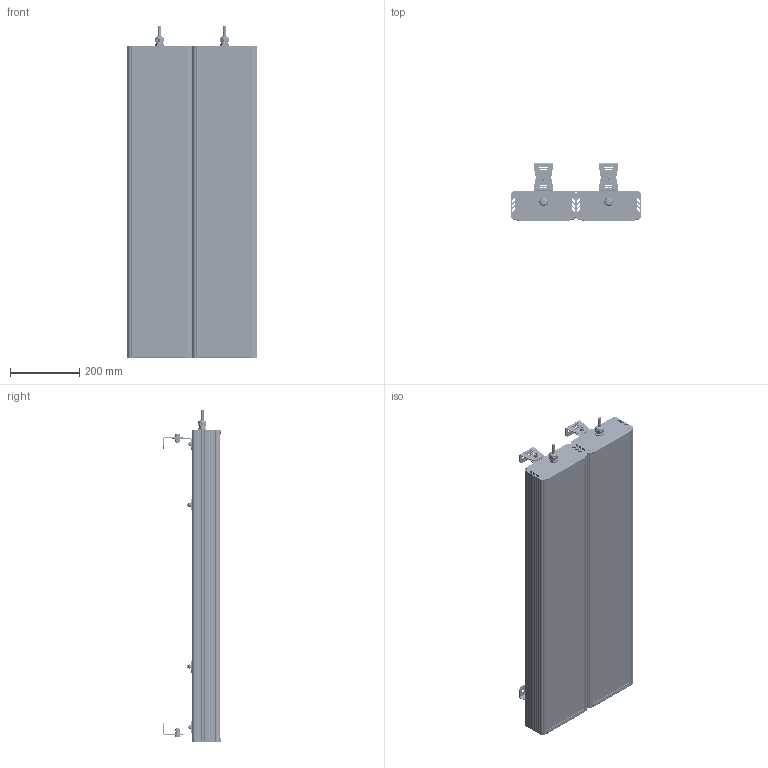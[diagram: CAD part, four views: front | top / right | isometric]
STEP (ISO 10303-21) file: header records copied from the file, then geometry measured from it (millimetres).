
FILE_DESCRIPTION(('STEP AP214'), '1');
FILE_NAME('001.0079.51.000 ÃÑÏ-Ýêñòðà-360', '2023-10-24T05:44:29', ('Ëóêîíèí'), ('ÎÊÁ Ñâîé Ñòèëü'), 'C3D Converter', 'C3D Toolkit', '');
FILE_SCHEMA(('AUTOMOTIVE_DESIGN { 1 0 10303 214 3 1 1}'));
Length unit declared in the file: millimetre
Products named in the file (42): 001.0079.51.000; 001.0079.36.000; 001.0065.01.000
Assembly tree (89 placements, depth 5):
  001.0079.51.000
    001.0079.36.000  x2
      (unnamed)
        (unnamed)
        (unnamed)
        (unnamed)
        (unnamed)  x6
        (unnamed)  x6
        (unnamed)
        (unnamed)
        (unnamed)
        (unnamed)
          (unnamed)
        (unnamed)  x18
          (unnamed)
          (unnamed)
          (unnamed)
          (unnamed)
          (unnamed)
          (unnamed)
          (unnamed)
          (unnamed)
          (unnamed)
      001.0065.01.000
        (unnamed)
        (unnamed)  x2
        (unnamed)
        (unnamed)
        (unnamed)
        (unnamed)
        (unnamed)
        (unnamed)
        (unnamed)
    (unnamed)  x2
      (unnamed)
      (unnamed)
      (unnamed)
      (unnamed)
      (unnamed)
      (unnamed)
      (unnamed)
      (unnamed)
Bounding box: 374.75 x 164.65 x 956.43 mm (x, y, z)
Volume: 5400860.1 mm3; surface area: 4213655.3 mm2
Topology: 1258 solids, 1258 shells, 14096 faces, 33638 edges, 22434 vertices
Faces by surface type: plane 9528, cylinder 3928, cone 404, bspline 170, sphere 36, torus 30
Full cylindrical faces by diameter (mm): 1 x36, 2 x72, 2.5 x144, 2.8 x900, 3.2 x36, 3.5 x180, 4 x24, 4.917 x8, 6 x16, 6.375 x4, 6.6 x8, 8 x32, 8.5 x16, 11 x8, 12 x6, 12.5 x2, 13.333 x4, 16 x10, 18.5 x6, 20 x2, 23.5 x2
Entity records: 102968 total; most frequent: CARTESIAN_POINT 44638, ORIENTED_EDGE 10758, DIRECTION 10014, EDGE_CURVE 5379, VERTEX_POINT 3681, AXIS2_PLACEMENT_3D 3400, LINE 3214, VECTOR 3214
